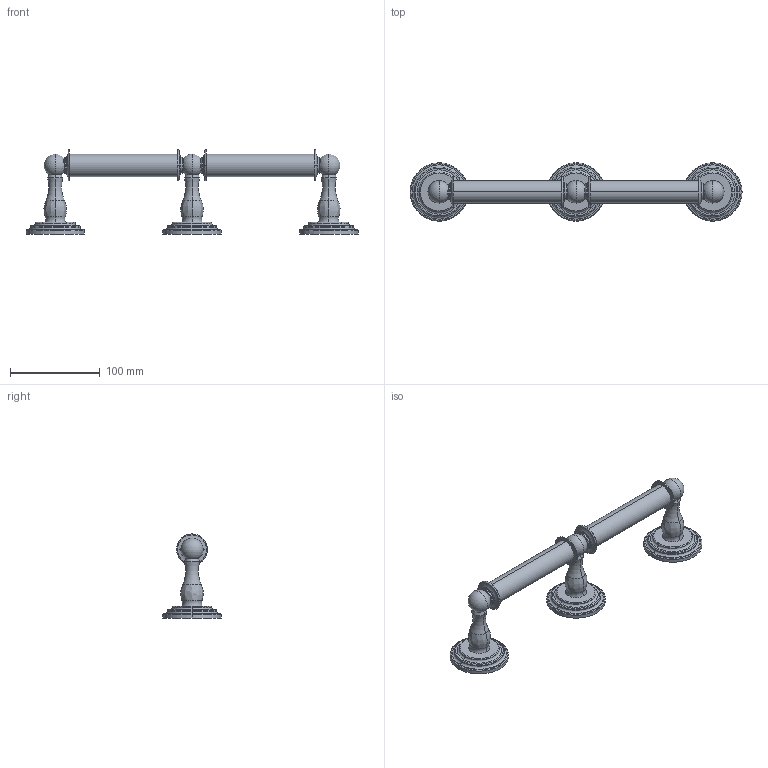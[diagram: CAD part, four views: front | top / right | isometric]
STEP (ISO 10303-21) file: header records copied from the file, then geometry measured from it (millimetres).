
FILE_DESCRIPTION((''),'2;1');
FILE_NAME('1108D','2021-08-12T11:49:54',('Jinson'),(''),'CREO PARAMETRIC BY PTC INC, 2018400','CREO PARAMETRIC BY PTC INC, 2018400','');
FILE_SCHEMA(('CONFIG_CONTROL_DESIGN'));
Length unit declared in the file: inch
Products named in the file (1): 1108D
Bounding box: 369.82 x 65.02 x 93.75 mm (x, y, z)
Volume: 298857.9 mm3; surface area: 63255.1 mm2
Topology: 1 solids, 1 shells, 170 faces, 344 edges, 199 vertices
Faces by surface type: torus 74, cylinder 50, plane 28, bspline 6, cone 6, sphere 6
Entity records: 4578 total; most frequent: DIRECTION 948, CARTESIAN_POINT 797, ORIENTED_EDGE 676, AXIS2_PLACEMENT_3D 446, EDGE_CURVE 338, CIRCLE 282, VERTEX_POINT 199, EDGE_LOOP 199
